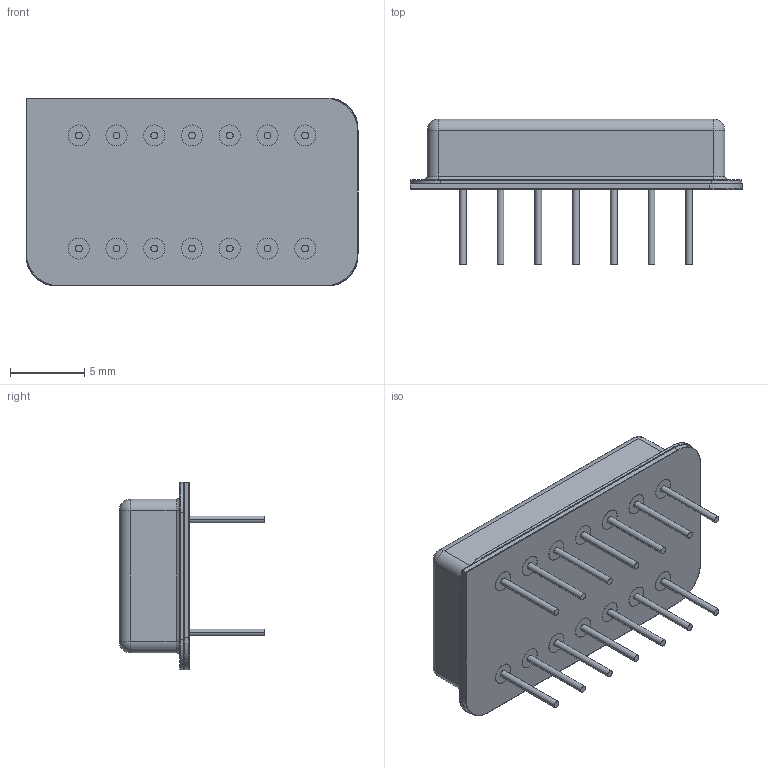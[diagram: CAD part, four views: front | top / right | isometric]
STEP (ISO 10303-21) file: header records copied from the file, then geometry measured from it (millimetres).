
FILE_DESCRIPTION (( 'STEP AP214' ), '1' );
FILE_NAME ('QT106.STEP', '2023-08-09T18:49:47', ( '' ), ( '' ), 'SwSTEP 2.0', 'SolidWorks 2022', '' );
FILE_SCHEMA (( 'AUTOMOTIVE_DESIGN' ));
Length unit declared in the file: inch
Products named in the file (1): QT106
Bounding box: 22.35 x 9.8 x 12.65 mm (x, y, z)
Volume: 505.6 mm3; surface area: 2099.9 mm2
Topology: 17 solids, 17 shells, 450 faces, 1023 edges, 660 vertices
Faces by surface type: plane 197, cylinder 166, bspline 48, torus 22, cone 9, sphere 8
Entity records: 21409 total; most frequent: CARTESIAN_POINT 5140, DIRECTION 2115, ORIENTED_EDGE 2030, EDGE_CURVE 1015, AXIS2_PLACEMENT_3D 795, VERTEX_POINT 660, EDGE_LOOP 541, LINE 525
